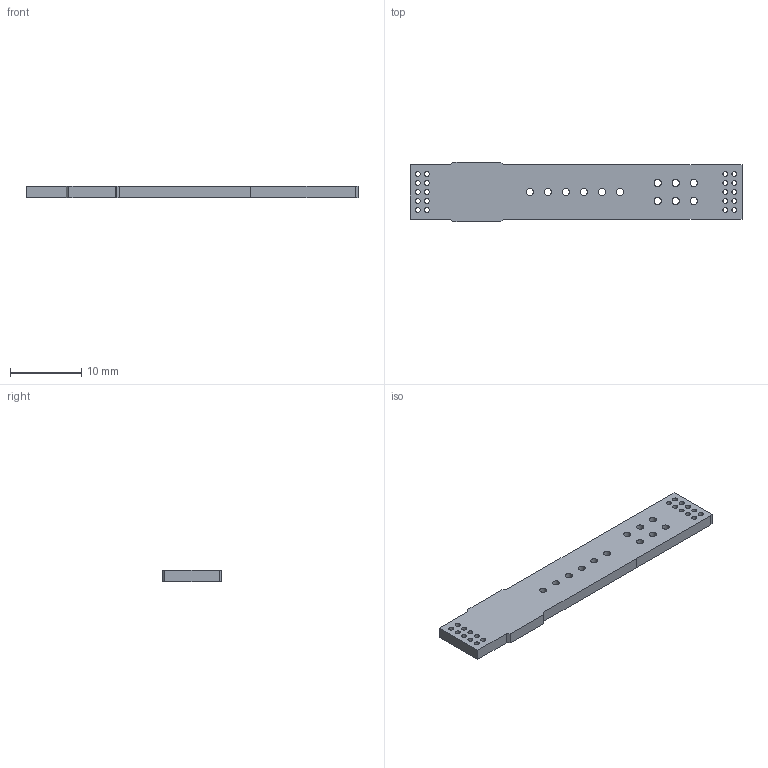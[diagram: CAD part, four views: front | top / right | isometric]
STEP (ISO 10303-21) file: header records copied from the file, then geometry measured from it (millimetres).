
FILE_DESCRIPTION(('KiCad electronic assembly'),'2;1');
FILE_NAME('atmelice-swd-breakout-switch.kicad_pcb.step', '2023-05-04T12:37:47',('Pcbnew'),('Kicad'), 'Open CASCADE STEP processor 7.5','KiCad to STEP converter','Unknown' );
FILE_SCHEMA(('AUTOMOTIVE_DESIGN { 1 0 10303 214 1 1 1 1 }'));
Length unit declared in the file: millimetre
Products named in the file (2): atmelice-swd-breakout-switch.kicad_pcb 1; atmelice-swd-breakout-switch PCB
Assembly tree (1 placements, depth 2):
  atmelice-swd-breakout-switch.kicad_pcb 1
    atmelice-swd-breakout-switch PCB
Bounding box: 46.73 x 8.38 x 1.58 mm (x, y, z)
Volume: 544.1 mm3; surface area: 990.6 mm2
Topology: 1 solids, 1 shells, 51 faces, 147 edges, 98 vertices
Faces by surface type: cylinder 32, plane 19
Full cylindrical faces by diameter (mm): 0.7 x20, 1 x12
Entity records: 3983 total; most frequent: CARTESIAN_POINT 976, DIRECTION 547, LINE 313, VECTOR 313, ORIENTED_EDGE 294, PCURVE 294, DEFINITIONAL_REPRESENTATION 294, EDGE_CURVE 147
